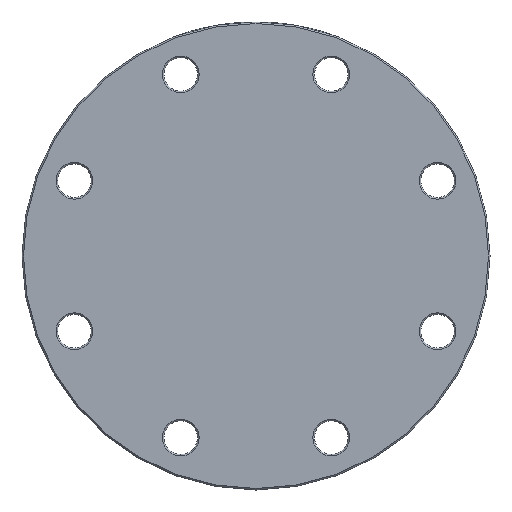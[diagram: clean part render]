
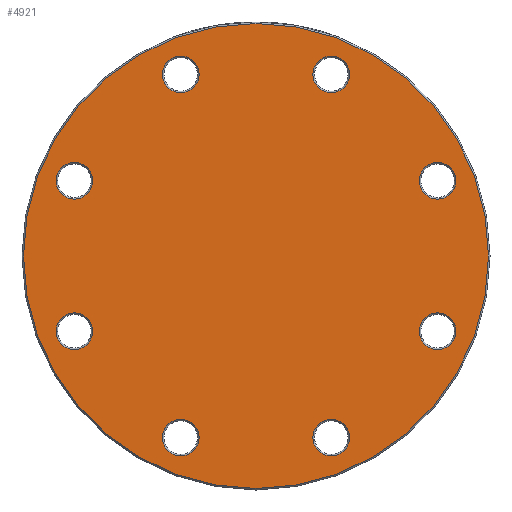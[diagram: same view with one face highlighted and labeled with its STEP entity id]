
A CAD part, left-side view. The second image highlights one B-rep face of the part: STEP entity #4921.
In plain terms, the highlighted planar face has unit normal (-1, 0, 0).
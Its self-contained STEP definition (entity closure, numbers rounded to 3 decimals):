
#9 = EDGE_CURVE ( 'NONE', #3573, #3573, #3125, .T. ) ;
#40 = CIRCLE ( 'NONE', #2020, 9.8 ) ;
#88 = FACE_BOUND ( 'NONE', #5177, .T. ) ;
#123 = FACE_BOUND ( 'NONE', #5988, .T. ) ;
#189 = FACE_OUTER_BOUND ( 'NONE', #4297, .T. ) ;
#224 = FACE_BOUND ( 'NONE', #5878, .T. ) ;
#275 = ORIENTED_EDGE ( 'NONE', *, *, #2499, .T. ) ;
#343 = CARTESIAN_POINT ( 'NONE',  ( 0., 40.182, 87.207 ) ) ;
#376 = EDGE_CURVE ( 'NONE', #6279, #6279, #4781, .T. ) ;
#380 = VERTEX_POINT ( 'NONE', #343 ) ;
#415 = ORIENTED_EDGE ( 'NONE', *, *, #2460, .T. ) ;
#526 = DIRECTION ( 'NONE',  ( 0., 0., -1. ) ) ;
#537 = CIRCLE ( 'NONE', #3083, 9.8 ) ;
#638 = FACE_BOUND ( 'NONE', #3832, .T. ) ;
#1043 = VERTEX_POINT ( 'NONE', #4812 ) ;
#1073 = CARTESIAN_POINT ( 'NONE',  ( 0., 97.007, -49.982 ) ) ;
#1164 = ORIENTED_EDGE ( 'NONE', *, *, #5639, .T. ) ;
#1180 = DIRECTION ( 'NONE',  ( 0., 0., -1. ) ) ;
#1257 = FACE_BOUND ( 'NONE', #3693, .T. ) ;
#1371 = ORIENTED_EDGE ( 'NONE', *, *, #5035, .T. ) ;
#1389 = DIRECTION ( 'NONE',  ( -1., 0., 0. ) ) ;
#1564 = CARTESIAN_POINT ( 'NONE',  ( 0., -40.182, 97.007 ) ) ;
#1565 = CARTESIAN_POINT ( 'NONE',  ( 0., 40.182, -97.007 ) ) ;
#1622 = CARTESIAN_POINT ( 'NONE',  ( 0., -97.007, -49.982 ) ) ;
#1705 = DIRECTION ( 'NONE',  ( 0., 0., -1. ) ) ;
#1748 = AXIS2_PLACEMENT_3D ( 'NONE', #3825, #2749, #6535 ) ;
#1773 = DIRECTION ( 'NONE',  ( 0., 0., -1. ) ) ;
#1965 = CARTESIAN_POINT ( 'NONE',  ( 0., -40.182, -106.807 ) ) ;
#2020 = AXIS2_PLACEMENT_3D ( 'NONE', #6539, #6505, #1773 ) ;
#2182 = DIRECTION ( 'NONE',  ( 1., 0., 0. ) ) ;
#2188 = CIRCLE ( 'NONE', #3425, 9.8 ) ;
#2195 = CARTESIAN_POINT ( 'NONE',  ( 0., 97.007, 40.182 ) ) ;
#2327 = FACE_BOUND ( 'NONE', #5605, .T. ) ;
#2354 = DIRECTION ( 'NONE',  ( 0., 0., -1. ) ) ;
#2460 = EDGE_CURVE ( 'NONE', #380, #380, #40, .T. ) ;
#2499 = EDGE_CURVE ( 'NONE', #6206, #6206, #4570, .T. ) ;
#2716 = PLANE ( 'NONE',  #4187 ) ;
#2749 = DIRECTION ( 'NONE',  ( 1., 0., 0. ) ) ;
#3083 = AXIS2_PLACEMENT_3D ( 'NONE', #1565, #3162, #526 ) ;
#3125 = CIRCLE ( 'NONE', #4553, 9.8 ) ;
#3162 = DIRECTION ( 'NONE',  ( 1., 0., 0. ) ) ;
#3224 = CARTESIAN_POINT ( 'NONE',  ( 0., 40.182, -106.807 ) ) ;
#3345 = AXIS2_PLACEMENT_3D ( 'NONE', #1564, #2182, #1180 ) ;
#3425 = AXIS2_PLACEMENT_3D ( 'NONE', #4831, #3791, #1705 ) ;
#3556 = DIRECTION ( 'NONE',  ( 1., 0., 0. ) ) ;
#3573 = VERTEX_POINT ( 'NONE', #1965 ) ;
#3593 = DIRECTION ( 'NONE',  ( 0., 0., -1. ) ) ;
#3672 = VERTEX_POINT ( 'NONE', #4846 ) ;
#3693 = EDGE_LOOP ( 'NONE', ( #275 ) ) ;
#3694 = EDGE_LOOP ( 'NONE', ( #415 ) ) ;
#3751 = CIRCLE ( 'NONE', #4191, 9.8 ) ;
#3791 = DIRECTION ( 'NONE',  ( 1., 0., 0. ) ) ;
#3825 = CARTESIAN_POINT ( 'NONE',  ( 0., -97.007, -40.182 ) ) ;
#3827 = DIRECTION ( 'NONE',  ( 0., 0., -1. ) ) ;
#3832 = EDGE_LOOP ( 'NONE', ( #5923 ) ) ;
#3909 = AXIS2_PLACEMENT_3D ( 'NONE', #5911, #5455, #4904 ) ;
#3936 = ORIENTED_EDGE ( 'NONE', *, *, #9, .T. ) ;
#4187 = AXIS2_PLACEMENT_3D ( 'NONE', #4301, #4406, #4932 ) ;
#4191 = AXIS2_PLACEMENT_3D ( 'NONE', #2195, #4442, #3827 ) ;
#4297 = EDGE_LOOP ( 'NONE', ( #4632 ) ) ;
#4301 = CARTESIAN_POINT ( 'NONE',  ( 0., 0., 0. ) ) ;
#4318 = VERTEX_POINT ( 'NONE', #6449 ) ;
#4406 = DIRECTION ( 'NONE',  ( 1., 0., 0. ) ) ;
#4442 = DIRECTION ( 'NONE',  ( 1., 0., 0. ) ) ;
#4553 = AXIS2_PLACEMENT_3D ( 'NONE', #5246, #3556, #3593 ) ;
#4570 = CIRCLE ( 'NONE', #3909, 9.8 ) ;
#4632 = ORIENTED_EDGE ( 'NONE', *, *, #5939, .T. ) ;
#4735 = ORIENTED_EDGE ( 'NONE', *, *, #376, .T. ) ;
#4781 = CIRCLE ( 'NONE', #3345, 9.8 ) ;
#4812 = CARTESIAN_POINT ( 'NONE',  ( 0., -97.007, 30.382 ) ) ;
#4831 = CARTESIAN_POINT ( 'NONE',  ( 0., -97.007, 40.182 ) ) ;
#4834 = EDGE_CURVE ( 'NONE', #1043, #1043, #2188, .T. ) ;
#4846 = CARTESIAN_POINT ( 'NONE',  ( 0., 97.007, 30.382 ) ) ;
#4904 = DIRECTION ( 'NONE',  ( 0., 0., -1. ) ) ;
#4916 = EDGE_LOOP ( 'NONE', ( #4735 ) ) ;
#4921 = ADVANCED_FACE ( 'NONE', ( #189, #88, #5942, #5487, #224, #638, #123, #2327, #1257 ), #2716, .F. ) ;
#4932 = DIRECTION ( 'NONE',  ( 0., 0., -1. ) ) ;
#4951 = EDGE_CURVE ( 'NONE', #5368, #5368, #6070, .T. ) ;
#5035 = EDGE_CURVE ( 'NONE', #6384, #6384, #537, .T. ) ;
#5177 = EDGE_LOOP ( 'NONE', ( #1164 ) ) ;
#5246 = CARTESIAN_POINT ( 'NONE',  ( 0., -40.182, -97.007 ) ) ;
#5368 = VERTEX_POINT ( 'NONE', #1622 ) ;
#5455 = DIRECTION ( 'NONE',  ( 1., 0., 0. ) ) ;
#5487 = FACE_BOUND ( 'NONE', #4916, .T. ) ;
#5539 = ORIENTED_EDGE ( 'NONE', *, *, #4834, .T. ) ;
#5605 = EDGE_LOOP ( 'NONE', ( #1371 ) ) ;
#5639 = EDGE_CURVE ( 'NONE', #3672, #3672, #3751, .T. ) ;
#5714 = CARTESIAN_POINT ( 'NONE',  ( 0., -40.182, 87.207 ) ) ;
#5744 = CIRCLE ( 'NONE', #6526, 124.2 ) ;
#5878 = EDGE_LOOP ( 'NONE', ( #5539 ) ) ;
#5911 = CARTESIAN_POINT ( 'NONE',  ( 0., 97.007, -40.182 ) ) ;
#5923 = ORIENTED_EDGE ( 'NONE', *, *, #4951, .T. ) ;
#5939 = EDGE_CURVE ( 'NONE', #4318, #4318, #5744, .T. ) ;
#5942 = FACE_BOUND ( 'NONE', #3694, .T. ) ;
#5988 = EDGE_LOOP ( 'NONE', ( #3936 ) ) ;
#6070 = CIRCLE ( 'NONE', #1748, 9.8 ) ;
#6206 = VERTEX_POINT ( 'NONE', #1073 ) ;
#6279 = VERTEX_POINT ( 'NONE', #5714 ) ;
#6384 = VERTEX_POINT ( 'NONE', #3224 ) ;
#6449 = CARTESIAN_POINT ( 'NONE',  ( 0., 0., -124.2 ) ) ;
#6505 = DIRECTION ( 'NONE',  ( 1., 0., 0. ) ) ;
#6526 = AXIS2_PLACEMENT_3D ( 'NONE', #6595, #1389, #2354 ) ;
#6535 = DIRECTION ( 'NONE',  ( 0., 0., -1. ) ) ;
#6539 = CARTESIAN_POINT ( 'NONE',  ( 0., 40.182, 97.007 ) ) ;
#6595 = CARTESIAN_POINT ( 'NONE',  ( 0., 0., 0. ) ) ;
